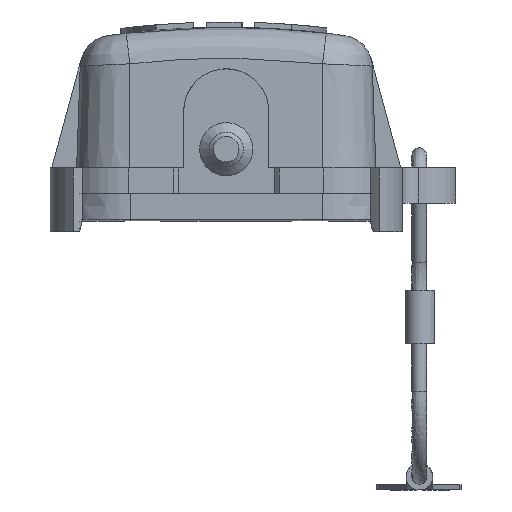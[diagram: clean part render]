
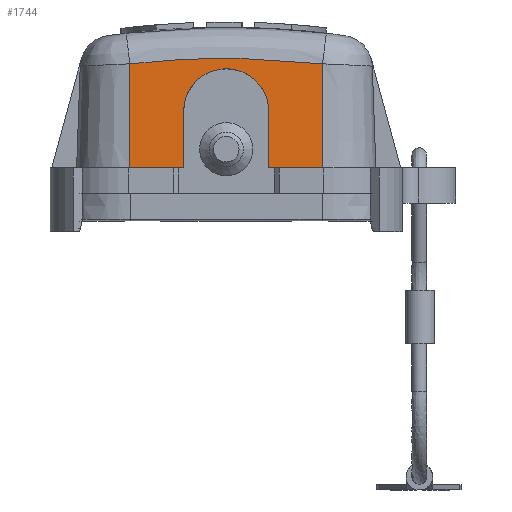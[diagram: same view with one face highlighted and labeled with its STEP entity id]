
A CAD part, left-side view. The second image highlights one B-rep face of the part: STEP entity #1744.
In plain terms, the highlighted planar face has unit normal (-0.999, 0, 0.035).
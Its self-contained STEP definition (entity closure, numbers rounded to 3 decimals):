
#1351=ELLIPSE('',#7833,77.047,77.);
#1352=ELLIPSE('',#7834,4.002,4.);
#1744=ADVANCED_FACE('',(#2306),#2099,.T.);
#2099=PLANE('',#7835);
#2306=FACE_OUTER_BOUND('',#2629,.T.);
#2629=EDGE_LOOP('',(#3510,#3511,#3512,#3513,#3514,#3515,#3516,#3517));
#3510=ORIENTED_EDGE('',*,*,#5836,.F.);
#3511=ORIENTED_EDGE('',*,*,#5626,.T.);
#3512=ORIENTED_EDGE('',*,*,#5837,.F.);
#3513=ORIENTED_EDGE('',*,*,#5838,.T.);
#3514=ORIENTED_EDGE('',*,*,#5839,.T.);
#3515=ORIENTED_EDGE('',*,*,#5840,.T.);
#3516=ORIENTED_EDGE('',*,*,#5841,.F.);
#3517=ORIENTED_EDGE('',*,*,#5842,.F.);
#5034=VERTEX_POINT('',#10038);
#5035=VERTEX_POINT('',#10040);
#5204=VERTEX_POINT('',#10703);
#5205=VERTEX_POINT('',#10705);
#5206=VERTEX_POINT('',#10707);
#5207=VERTEX_POINT('',#10709);
#5208=VERTEX_POINT('',#10711);
#5209=VERTEX_POINT('',#10713);
#5626=EDGE_CURVE('',#5035,#5034,#6495,.T.);
#5836=EDGE_CURVE('',#5035,#5204,#6609,.T.);
#5837=EDGE_CURVE('',#5205,#5034,#6610,.T.);
#5838=EDGE_CURVE('',#5205,#5206,#1351,.T.);
#5839=EDGE_CURVE('',#5206,#5207,#6611,.T.);
#5840=EDGE_CURVE('',#5207,#5208,#6612,.T.);
#5841=EDGE_CURVE('',#5209,#5208,#6613,.T.);
#5842=EDGE_CURVE('',#5204,#5209,#1352,.T.);
#6495=LINE('',#10039,#6997);
#6609=LINE('',#10702,#7111);
#6610=LINE('',#10704,#7112);
#6611=LINE('',#10708,#7113);
#6612=LINE('',#10710,#7114);
#6613=LINE('',#10712,#7115);
#6997=VECTOR('',#8345,1.);
#7111=VECTOR('',#8701,1.);
#7112=VECTOR('',#8702,1.);
#7113=VECTOR('',#8705,1.);
#7114=VECTOR('',#8706,1.);
#7115=VECTOR('',#8707,1.);
#7833=AXIS2_PLACEMENT_3D('',#10706,#8703,#8704);
#7834=AXIS2_PLACEMENT_3D('',#10714,#8708,#8709);
#7835=AXIS2_PLACEMENT_3D('',#10715,#8710,#8711);
#8345=DIRECTION('',(0.,-1.,0.));
#8701=DIRECTION('',(0.035,0.,0.999));
#8702=DIRECTION('',(-0.035,0.,-0.999));
#8703=DIRECTION('',(-0.999,0.,0.035));
#8704=DIRECTION('',(-0.035,0.,-0.999));
#8705=DIRECTION('',(-0.035,0.,-0.999));
#8706=DIRECTION('',(0.,-1.,0.));
#8707=DIRECTION('',(-0.035,0.,-0.999));
#8708=DIRECTION('',(-0.999,0.,0.035));
#8709=DIRECTION('',(0.035,0.,0.999));
#8710=DIRECTION('',(-0.999,0.,0.035));
#8711=DIRECTION('',(0.035,0.,0.999));
#10038=CARTESIAN_POINT('',(-30.6,-9.05,5.));
#10039=CARTESIAN_POINT('',(-30.6,-9.15,5.));
#10040=CARTESIAN_POINT('',(-30.6,-4.,5.));
#10702=CARTESIAN_POINT('',(-30.6,-4.,5.));
#10703=CARTESIAN_POINT('',(-30.415,-4.,10.3));
#10704=CARTESIAN_POINT('',(-30.6,-9.05,5.));
#10705=CARTESIAN_POINT('',(-30.259,-9.05,14.771));
#10706=CARTESIAN_POINT('',(-32.929,0.,-61.695));
#10707=CARTESIAN_POINT('',(-30.259,9.05,14.771));
#10708=CARTESIAN_POINT('',(-30.6,9.05,5.));
#10709=CARTESIAN_POINT('',(-30.6,9.05,5.));
#10710=CARTESIAN_POINT('',(-30.6,0.,5.));
#10711=CARTESIAN_POINT('',(-30.6,4.,5.));
#10712=CARTESIAN_POINT('',(-30.6,4.,5.));
#10713=CARTESIAN_POINT('',(-30.415,4.,10.3));
#10714=CARTESIAN_POINT('',(-30.415,0.,10.3));
#10715=CARTESIAN_POINT('',(-30.6,0.,5.));
